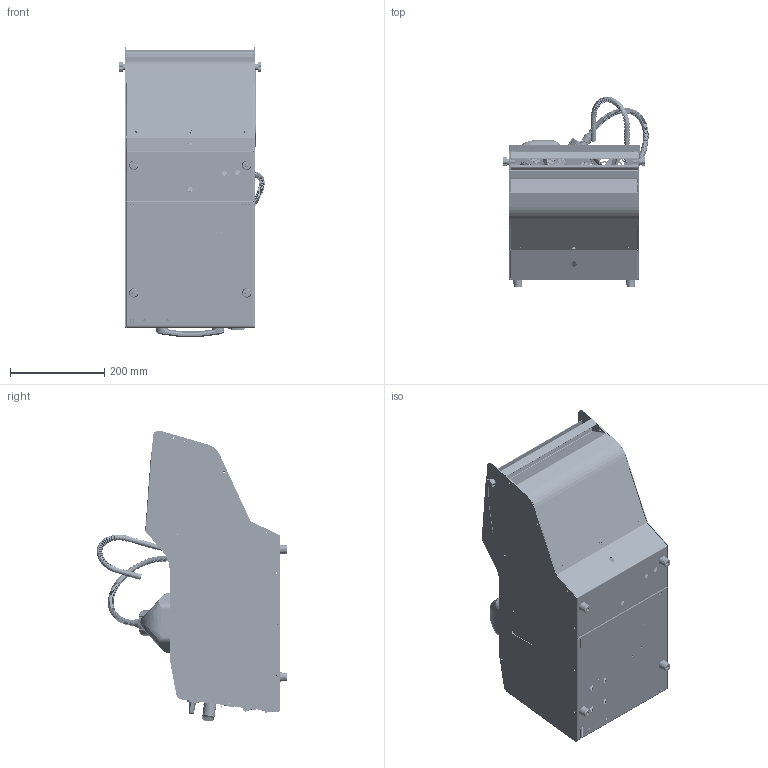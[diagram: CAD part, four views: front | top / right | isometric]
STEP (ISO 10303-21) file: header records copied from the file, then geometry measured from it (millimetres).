
FILE_DESCRIPTION((''),'2;1');
FILE_NAME('AH_ASM','2014-09-04T',('Administrator'),(''),'PRO/ENGINEER BY PARAMETRIC TECHNOLOGY CORPORATION, 2008310','PRO/ENGINEER BY PARAMETRIC TECHNOLOGY CORPORATION, 2008310','');
FILE_SCHEMA(('CONFIG_CONTROL_DESIGN'));
Length unit declared in the file: millimetre
Products named in the file (48): X310R0700; X31000800; X31000600; AH1500500; AH1500500-1; AH1500500-2; AH1500500_ASM; X310R1000-1; C04101200; C02030200; TK-BASE; TK-BASE-1; TK_ASM; X31001200; X31001200-1; X31001200-ASM_ASM; B06687000; C04205200; C042042A0; AH1500400; AH1500200; AH1500100; B06605B01; B06605A01; C04000100; C02014300; D04022000; C02003500; D01023000; FOOT_ASM; C01015001; C02002400; C02008300-1; C02008300-2; C02008300-3; C02008300-4; C02008300_ASM; NILYONHOSE; C02008200-NILYONHOSE-F-1; C020039A0 ...
Assembly tree (63 placements, depth 4):
  AH_ASM
    X310R0700
    X31000800
    X31000600
    AH1500500_ASM
      AH1500500
      AH1500500-1
      AH1500500-2
    X310R1000-1
    C04101200
    C02030200
    TK_ASM
      TK-BASE
      TK-BASE-1
    X31001200-ASM_ASM
      X31001200
      X31001200-1  x2
    B06687000
    C04205200  x2
    C042042A0  x2
    AH1500400
    AH1500200
    AH1500100
    B06605B01
    B06605A01
    C04000100
    C02014300
    D04022000  x4
    FOOT_ASM  x4
      C02003500
      D01023000
    C01015001  x2
    C02002400
    NILYONHOSE_ASM
      C02008300_ASM  x2
        C02008300-1
        C02008300-2
        C02008300-3
        C02008300-4
      NILYONHOSE
      C02008200-NILYONHOSE-F-1
      C020039A0
      C02004200
    C020039A0
    C02008300_AF0_ASM
      C02008300-1
      C02008300-2
      C02008300-3
      C02008300-4
    C02005200
    C04312600-ASSY_ASM
      C04312600
      C00070200
Bounding box: 308.81 x 404.53 x 618.23 mm (x, y, z)
Volume: 1932329.7 mm3; surface area: 2642311.4 mm2
Topology: 80 solids, 80 shells, 8102 faces, 20366 edges, 12934 vertices
Faces by surface type: plane 3838, cylinder 2076, bspline 1768, torus 300, cone 80, extrusion 28, sphere 12
Entity records: 354754 total; most frequent: CARTESIAN_POINT 213824, ORIENTED_EDGE 30906, DIRECTION 24720, EDGE_CURVE 15453, VERTEX_POINT 9744, AXIS2_PLACEMENT_3D 8345, VECTOR 8030, LINE 8002
